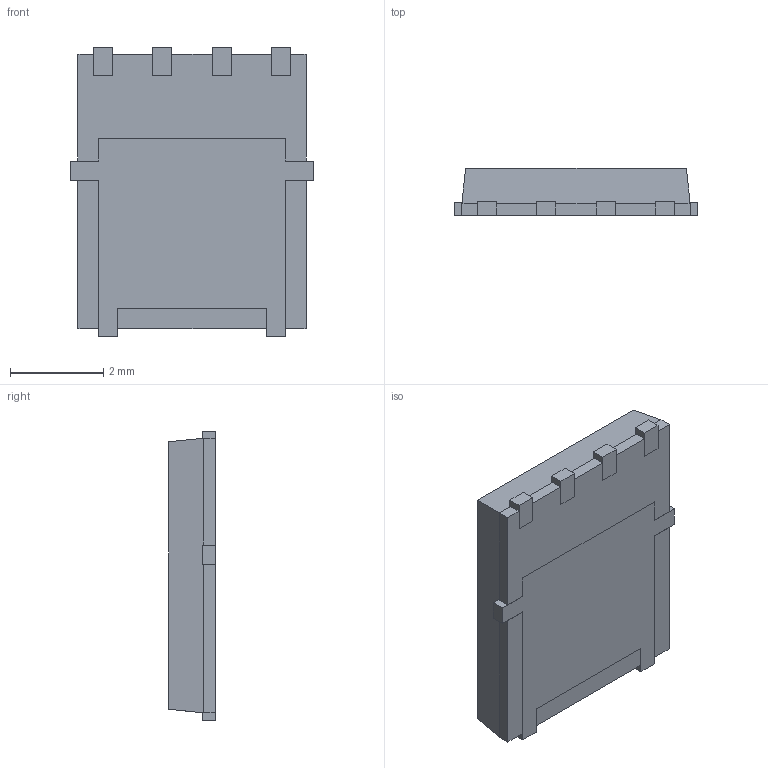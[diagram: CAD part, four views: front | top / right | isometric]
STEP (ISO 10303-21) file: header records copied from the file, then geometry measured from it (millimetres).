
FILE_DESCRIPTION (( 'STEP AP214' ), '1' );
FILE_NAME ('NTS12120EMFS-D.STEP', '2019-11-11T19:14:15', ( '' ), ( '' ), 'SwSTEP 2.0', 'SolidWorks 2018', '' );
FILE_SCHEMA (( 'AUTOMOTIVE_DESIGN' ));
Length unit declared in the file: millimetre
Products named in the file (3): NTS12120EMFS-D; NTS12120EMFS-D_Body; NTS12120EMFS-D_Contacts
Assembly tree (2 placements, depth 2):
  NTS12120EMFS-D
    NTS12120EMFS-D_Body
    NTS12120EMFS-D_Contacts
Bounding box: 5.22 x 1 x 6.22 mm (x, y, z)
Volume: 28.4 mm3; surface area: 124.1 mm2
Topology: 6 solids, 6 shells, 92 faces, 236 edges, 156 vertices
Faces by surface type: plane 92
Entity records: 2874 total; most frequent: CARTESIAN_POINT 489, ORIENTED_EDGE 472, DIRECTION 430, LINE 236, VECTOR 236, EDGE_CURVE 236, VERTEX_POINT 156, AXIS2_PLACEMENT_3D 97
